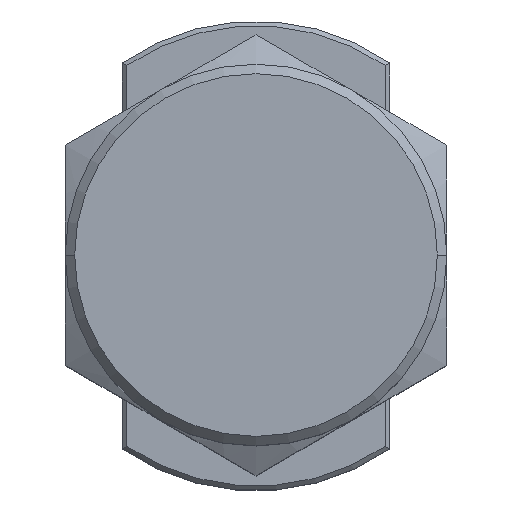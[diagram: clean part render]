
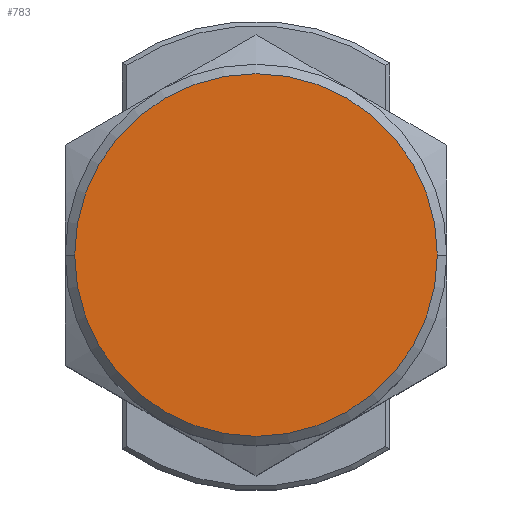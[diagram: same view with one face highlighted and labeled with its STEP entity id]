
A CAD part, top view. The second image highlights one B-rep face of the part: STEP entity #783.
In plain terms, the highlighted planar face has unit normal (0, 0, 1).
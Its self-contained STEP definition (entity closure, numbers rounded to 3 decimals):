
#42 = ORIENTED_EDGE ( 'NONE', *, *, #1839, .T. ) ;
#131 = DIRECTION ( 'NONE',  ( 0., 0., 1. ) ) ;
#265 = CIRCLE ( 'NONE', #1982, 3.823 ) ;
#419 = DIRECTION ( 'NONE',  ( 0., 0., 1. ) ) ;
#424 = CARTESIAN_POINT ( 'NONE',  ( 0., 0., 5.279 ) ) ;
#468 = EDGE_CURVE ( 'NONE', #1960, #682, #265, .T. ) ;
#479 = DIRECTION ( 'NONE',  ( 1., 0., 0. ) ) ;
#682 = VERTEX_POINT ( 'NONE', #2737 ) ;
#783 = ADVANCED_FACE ( 'NONE', ( #2340 ), #1906, .T. ) ;
#891 = CARTESIAN_POINT ( 'NONE',  ( 3.823, 0., 5.279 ) ) ;
#1158 = AXIS2_PLACEMENT_3D ( 'NONE', #424, #131, #2285 ) ;
#1399 = AXIS2_PLACEMENT_3D ( 'NONE', #2287, #1661, #2761 ) ;
#1661 = DIRECTION ( 'NONE',  ( 0., 0., 1. ) ) ;
#1839 = EDGE_CURVE ( 'NONE', #682, #1960, #2247, .T. ) ;
#1906 = PLANE ( 'NONE',  #1399 ) ;
#1955 = EDGE_LOOP ( 'NONE', ( #42, #2345 ) ) ;
#1960 = VERTEX_POINT ( 'NONE', #891 ) ;
#1982 = AXIS2_PLACEMENT_3D ( 'NONE', #2413, #419, #479 ) ;
#2247 = CIRCLE ( 'NONE', #1158, 3.823 ) ;
#2285 = DIRECTION ( 'NONE',  ( 1., 0., 0. ) ) ;
#2287 = CARTESIAN_POINT ( 'NONE',  ( 0., 0., 5.279 ) ) ;
#2340 = FACE_OUTER_BOUND ( 'NONE', #1955, .T. ) ;
#2345 = ORIENTED_EDGE ( 'NONE', *, *, #468, .T. ) ;
#2413 = CARTESIAN_POINT ( 'NONE',  ( 0., 0., 5.279 ) ) ;
#2737 = CARTESIAN_POINT ( 'NONE',  ( -3.823, 0., 5.279 ) ) ;
#2761 = DIRECTION ( 'NONE',  ( 1., 0., 0. ) ) ;
